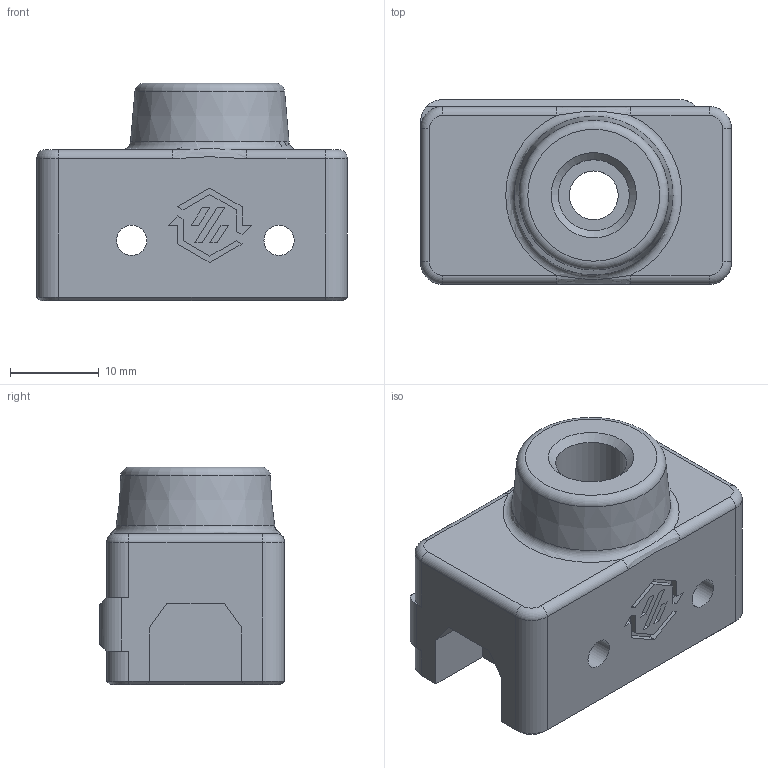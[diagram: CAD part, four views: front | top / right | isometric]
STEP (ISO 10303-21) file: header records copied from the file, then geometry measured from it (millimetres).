
FILE_DESCRIPTION(/* description */ (''),/* implementation_level */ '2;1');
FILE_NAME(/* name */ 'Calibration Probe v11.step',/* time_stamp */ '2025-10-24T11:25:42+08:00',/* author */ (''),/* organization */ (''),/* preprocessor_version */ 'ST-DEVELOPER v20.1',/* originating_system */ 'Autodesk Translation Framework v14.17.0.0',/* authorisation */ '');
FILE_SCHEMA (('AUTOMOTIVE_DESIGN { 1 0 10303 214 3 1 1 }'));
Length unit declared in the file: millimetre
Products named in the file (2): Calibration Probe; Endstop Block
Assembly tree (1 placements, depth 2):
  Calibration Probe
    Endstop Block
Bounding box: 35 x 20.8 x 24.5 mm (x, y, z)
Volume: 10705.8 mm3; surface area: 4964.8 mm2
Topology: 1 solids, 1 shells, 123 faces, 313 edges, 198 vertices
Faces by surface type: plane 81, cylinder 21, bspline 8, cone 7, torus 6
Full cylindrical faces by diameter (mm): 1.6 x2, 3.4 x2, 5.5 x1, 8 x1
Entity records: 3944 total; most frequent: CARTESIAN_POINT 891, ORIENTED_EDGE 626, DIRECTION 611, EDGE_CURVE 313, LINE 235, VECTOR 235, VERTEX_POINT 198, AXIS2_PLACEMENT_3D 188
